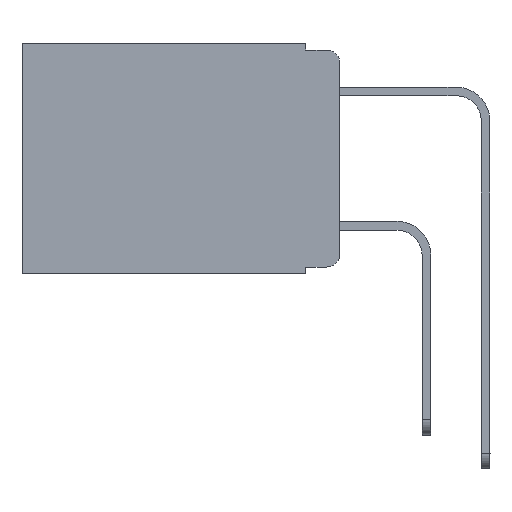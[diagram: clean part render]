
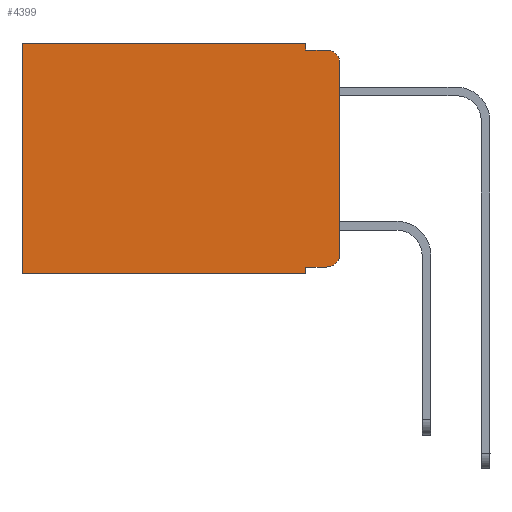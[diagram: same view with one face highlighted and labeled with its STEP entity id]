
A CAD part, left-side view. The second image highlights one B-rep face of the part: STEP entity #4399.
In plain terms, the highlighted planar face has unit normal (-1, 0, 0).
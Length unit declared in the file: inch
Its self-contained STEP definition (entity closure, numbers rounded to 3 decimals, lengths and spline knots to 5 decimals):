
#136 = VECTOR ( 'NONE', #10898, 39.37008 ) ;
#279 = CARTESIAN_POINT ( 'NONE',  ( 0.298, 0.051, -0.343 ) ) ;
#557 = VERTEX_POINT ( 'NONE', #10782 ) ;
#693 = LINE ( 'NONE', #1851, #10204 ) ;
#930 = PLANE ( 'NONE',  #9520 ) ;
#1565 = ORIENTED_EDGE ( 'NONE', *, *, #10652, .F. ) ;
#1603 = LINE ( 'NONE', #2848, #7574 ) ;
#1692 = ORIENTED_EDGE ( 'NONE', *, *, #12749, .T. ) ;
#1851 = CARTESIAN_POINT ( 'NONE',  ( 0.298, 0., 0. ) ) ;
#1987 = VECTOR ( 'NONE', #14784, 39.37008 ) ;
#1989 = LINE ( 'NONE', #11962, #7362 ) ;
#2680 = DIRECTION ( 'NONE',  ( 0., 0., -1. ) ) ;
#2848 = CARTESIAN_POINT ( 'NONE',  ( 0.298, 0.473, 0. ) ) ;
#2892 = ORIENTED_EDGE ( 'NONE', *, *, #3440, .F. ) ;
#2899 = VERTEX_POINT ( 'NONE', #279 ) ;
#2948 = ORIENTED_EDGE ( 'NONE', *, *, #12743, .F. ) ;
#3057 = CARTESIAN_POINT ( 'NONE',  ( 0.298, 0., -0.343 ) ) ;
#3307 = EDGE_CURVE ( 'NONE', #557, #5175, #4476, .T. ) ;
#3440 = EDGE_CURVE ( 'NONE', #10920, #15428, #1989, .T. ) ;
#3553 = EDGE_CURVE ( 'NONE', #15878, #5175, #9747, .T. ) ;
#3674 = ORIENTED_EDGE ( 'NONE', *, *, #4819, .T. ) ;
#3709 = DIRECTION ( 'NONE',  ( 0., 0., -1. ) ) ;
#3774 = DIRECTION ( 'NONE',  ( 0., 0., -1. ) ) ;
#4317 = DIRECTION ( 'NONE',  ( 0., 0., -1. ) ) ;
#4399 = ADVANCED_FACE ( 'NONE', ( #16127 ), #930, .F. ) ;
#4476 = CIRCLE ( 'NONE', #5004, 0.02 ) ;
#4695 = CARTESIAN_POINT ( 'NONE',  ( 0.298, 0., -0.03 ) ) ;
#4819 = EDGE_CURVE ( 'NONE', #9275, #557, #13537, .T. ) ;
#4829 = DIRECTION ( 'NONE',  ( 1., 0., 0. ) ) ;
#4952 = CARTESIAN_POINT ( 'NONE',  ( 0.298, 0.02, -0.01 ) ) ;
#5004 = AXIS2_PLACEMENT_3D ( 'NONE', #10314, #10576, #4317 ) ;
#5175 = VERTEX_POINT ( 'NONE', #8168 ) ;
#5331 = EDGE_CURVE ( 'NONE', #9275, #2899, #11360, .T. ) ;
#5812 = CARTESIAN_POINT ( 'NONE',  ( 0.298, 0., 0. ) ) ;
#7078 = DIRECTION ( 'NONE',  ( 0., 1., 0. ) ) ;
#7266 = DIRECTION ( 'NONE',  ( 0., 0., -1. ) ) ;
#7310 = CARTESIAN_POINT ( 'NONE',  ( 0.298, 0.051, 0. ) ) ;
#7362 = VECTOR ( 'NONE', #15854, 39.37008 ) ;
#7574 = VECTOR ( 'NONE', #2680, 39.37008 ) ;
#7701 = ORIENTED_EDGE ( 'NONE', *, *, #3553, .F. ) ;
#7755 = ORIENTED_EDGE ( 'NONE', *, *, #12945, .T. ) ;
#8062 = VERTEX_POINT ( 'NONE', #8589 ) ;
#8168 = CARTESIAN_POINT ( 'NONE',  ( 0.298, 0., -0.313 ) ) ;
#8589 = CARTESIAN_POINT ( 'NONE',  ( 0.298, 0.051, 0. ) ) ;
#9173 = EDGE_LOOP ( 'NONE', ( #7701, #15214, #2892, #2948, #7755, #1692, #1565, #12142, #3674, #11006 ) ) ;
#9275 = VERTEX_POINT ( 'NONE', #13392 ) ;
#9375 = EDGE_CURVE ( 'NONE', #15878, #15428, #13508, .T. ) ;
#9417 = VERTEX_POINT ( 'NONE', #11633 ) ;
#9508 = CARTESIAN_POINT ( 'NONE',  ( 0.298, 0.051, -0.333 ) ) ;
#9520 = AXIS2_PLACEMENT_3D ( 'NONE', #5812, #4829, #9853 ) ;
#9747 = LINE ( 'NONE', #10820, #1987 ) ;
#9853 = DIRECTION ( 'NONE',  ( 0., 0., -1. ) ) ;
#10017 = VECTOR ( 'NONE', #3709, 39.37008 ) ;
#10204 = VECTOR ( 'NONE', #11742, 39.37008 ) ;
#10314 = CARTESIAN_POINT ( 'NONE',  ( 0.298, 0.02, -0.313 ) ) ;
#10576 = DIRECTION ( 'NONE',  ( -1., 0., 0. ) ) ;
#10639 = LINE ( 'NONE', #3057, #14817 ) ;
#10652 = EDGE_CURVE ( 'NONE', #2899, #9417, #10639, .T. ) ;
#10782 = CARTESIAN_POINT ( 'NONE',  ( 0.298, 0.02, -0.333 ) ) ;
#10820 = CARTESIAN_POINT ( 'NONE',  ( 0.298, 0., 0. ) ) ;
#10898 = DIRECTION ( 'NONE',  ( 0., -1., 0. ) ) ;
#10920 = VERTEX_POINT ( 'NONE', #11507 ) ;
#11006 = ORIENTED_EDGE ( 'NONE', *, *, #3307, .T. ) ;
#11360 = LINE ( 'NONE', #7310, #10017 ) ;
#11507 = CARTESIAN_POINT ( 'NONE',  ( 0.298, 0.051, -0.01 ) ) ;
#11574 = CARTESIAN_POINT ( 'NONE',  ( 0.298, 0.051, 0. ) ) ;
#11633 = CARTESIAN_POINT ( 'NONE',  ( 0.298, 0.473, -0.343 ) ) ;
#11742 = DIRECTION ( 'NONE',  ( 0., 1., 0. ) ) ;
#11962 = CARTESIAN_POINT ( 'NONE',  ( 0.298, 0.051, -0.01 ) ) ;
#12142 = ORIENTED_EDGE ( 'NONE', *, *, #5331, .F. ) ;
#12743 = EDGE_CURVE ( 'NONE', #8062, #10920, #12903, .T. ) ;
#12749 = EDGE_CURVE ( 'NONE', #13182, #9417, #1603, .T. ) ;
#12874 = CARTESIAN_POINT ( 'NONE',  ( 0.298, 0.473, 0. ) ) ;
#12903 = LINE ( 'NONE', #11574, #14710 ) ;
#12945 = EDGE_CURVE ( 'NONE', #8062, #13182, #693, .T. ) ;
#12975 = AXIS2_PLACEMENT_3D ( 'NONE', #13960, #14878, #7266 ) ;
#13182 = VERTEX_POINT ( 'NONE', #12874 ) ;
#13392 = CARTESIAN_POINT ( 'NONE',  ( 0.298, 0.051, -0.333 ) ) ;
#13508 = CIRCLE ( 'NONE', #12975, 0.02 ) ;
#13537 = LINE ( 'NONE', #9508, #136 ) ;
#13960 = CARTESIAN_POINT ( 'NONE',  ( 0.298, 0.02, -0.03 ) ) ;
#14710 = VECTOR ( 'NONE', #3774, 39.37008 ) ;
#14784 = DIRECTION ( 'NONE',  ( 0., 0., -1. ) ) ;
#14817 = VECTOR ( 'NONE', #7078, 39.37008 ) ;
#14878 = DIRECTION ( 'NONE',  ( -1., 0., 0. ) ) ;
#15214 = ORIENTED_EDGE ( 'NONE', *, *, #9375, .T. ) ;
#15428 = VERTEX_POINT ( 'NONE', #4952 ) ;
#15854 = DIRECTION ( 'NONE',  ( 0., -1., 0. ) ) ;
#15878 = VERTEX_POINT ( 'NONE', #4695 ) ;
#16127 = FACE_OUTER_BOUND ( 'NONE', #9173, .T. ) ;
